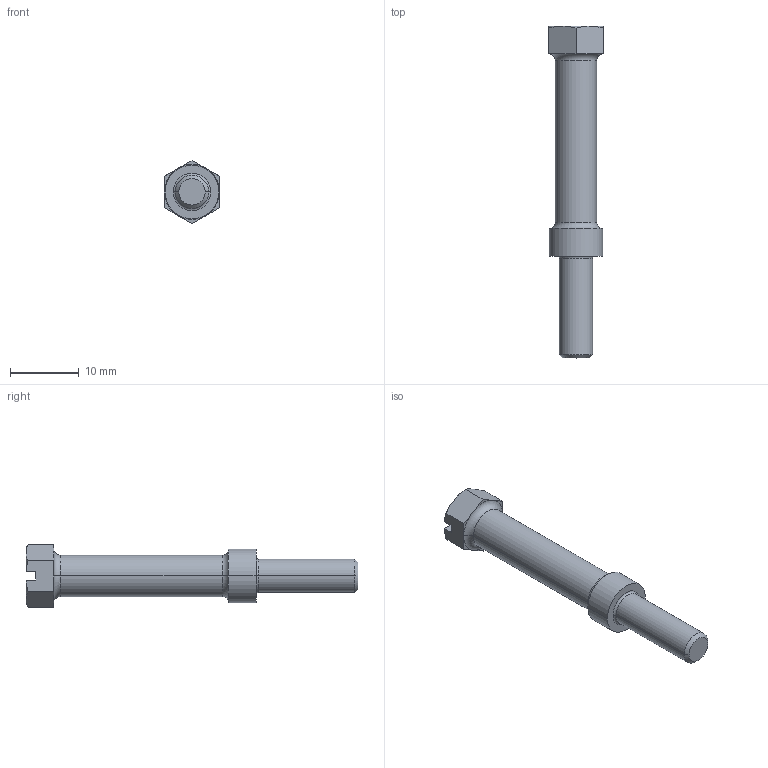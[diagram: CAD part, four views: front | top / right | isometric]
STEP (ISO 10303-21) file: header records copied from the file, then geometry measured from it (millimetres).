
FILE_DESCRIPTION((''),'2;1');
FILE_NAME('00130410160','2019-09-20T',('presta_be4'),(''),'PRO/ENGINEER BY PARAMETRIC TECHNOLOGY CORPORATION, 2014310','PRO/ENGINEER BY PARAMETRIC TECHNOLOGY CORPORATION, 2014310','');
FILE_SCHEMA(('CONFIG_CONTROL_DESIGN'));
Length unit declared in the file: millimetre
Products named in the file (1): 00130410160
Bounding box: 8 x 48.2 x 9.16 mm (x, y, z)
Volume: 1273.8 mm3; surface area: 1218 mm2
Topology: 1 solids, 1 shells, 55 faces, 132 edges, 79 vertices
Faces by surface type: plane 29, cone 10, cylinder 10, torus 6
Entity records: 1638 total; most frequent: CARTESIAN_POINT 314, DIRECTION 282, ORIENTED_EDGE 260, EDGE_CURVE 130, AXIS2_PLACEMENT_3D 109, VERTEX_POINT 79, VECTOR 64, LINE 64
